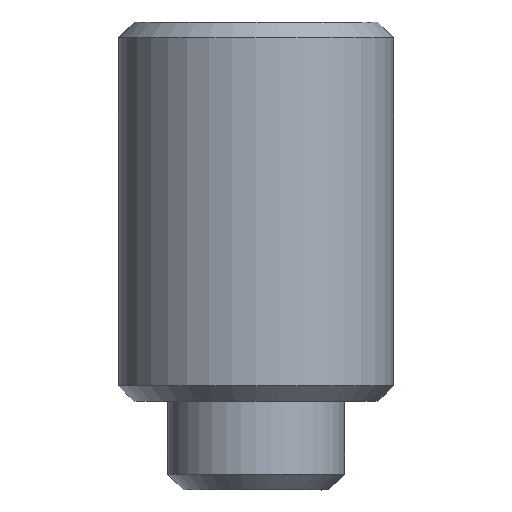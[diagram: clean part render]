
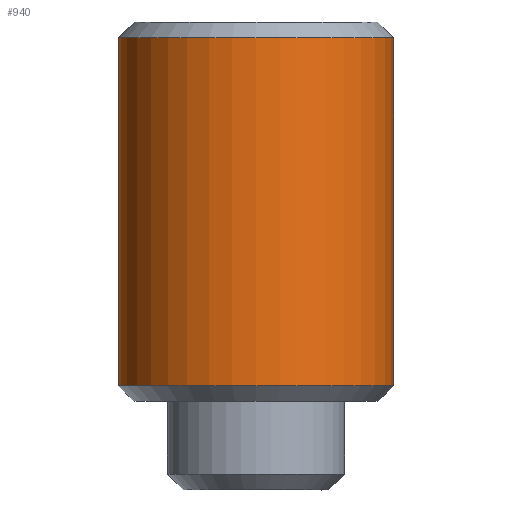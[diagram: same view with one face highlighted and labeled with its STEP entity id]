
A CAD part, front view. The second image highlights one B-rep face of the part: STEP entity #940.
In plain terms, the highlighted cylindrical face has radius 2.175 mm (diameter 4.35 mm), a full revolution.
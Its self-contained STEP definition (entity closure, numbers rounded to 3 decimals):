
#77=FACE_OUTER_BOUND('',#131,.T.);
#131=EDGE_LOOP('',(#837,#838,#839,#840));
#143=CIRCLE('',#1005,2.175);
#147=CIRCLE('',#1012,2.175);
#278=LINE('',#4060,#322);
#322=VECTOR('',#1186,2.175);
#411=VERTEX_POINT('',#2748);
#416=VERTEX_POINT('',#3015);
#542=EDGE_CURVE('',#411,#411,#143,.T.);
#551=EDGE_CURVE('',#416,#416,#147,.T.);
#560=EDGE_CURVE('',#411,#416,#278,.T.);
#837=ORIENTED_EDGE('',*,*,#542,.T.);
#838=ORIENTED_EDGE('',*,*,#560,.T.);
#839=ORIENTED_EDGE('',*,*,#551,.T.);
#840=ORIENTED_EDGE('',*,*,#560,.F.);
#889=CYLINDRICAL_SURFACE('',#1017,2.175);
#940=ADVANCED_FACE('',(#77),#889,.T.);
#1005=AXIS2_PLACEMENT_3D('',#2750,#1157,#1158);
#1012=AXIS2_PLACEMENT_3D('',#3016,#1173,#1174);
#1017=AXIS2_PLACEMENT_3D('',#4059,#1184,#1185);
#1157=DIRECTION('center_axis',(0.,0.,-1.));
#1158=DIRECTION('ref_axis',(-1.,0.,0.));
#1173=DIRECTION('center_axis',(0.,0.,1.));
#1174=DIRECTION('ref_axis',(-1.,0.,0.));
#1184=DIRECTION('center_axis',(0.,0.,1.));
#1185=DIRECTION('ref_axis',(-1.,0.,0.));
#1186=DIRECTION('',(0.,0.,-1.));
#2748=CARTESIAN_POINT('',(2.175,0.,7.15));
#2750=CARTESIAN_POINT('Origin',(0.,0.,7.15));
#3015=CARTESIAN_POINT('',(2.175,0.,1.65));
#3016=CARTESIAN_POINT('Origin',(0.,0.,1.65));
#4059=CARTESIAN_POINT('Origin',(0.,0.,0.));
#4060=CARTESIAN_POINT('',(2.175,0.,0.));
